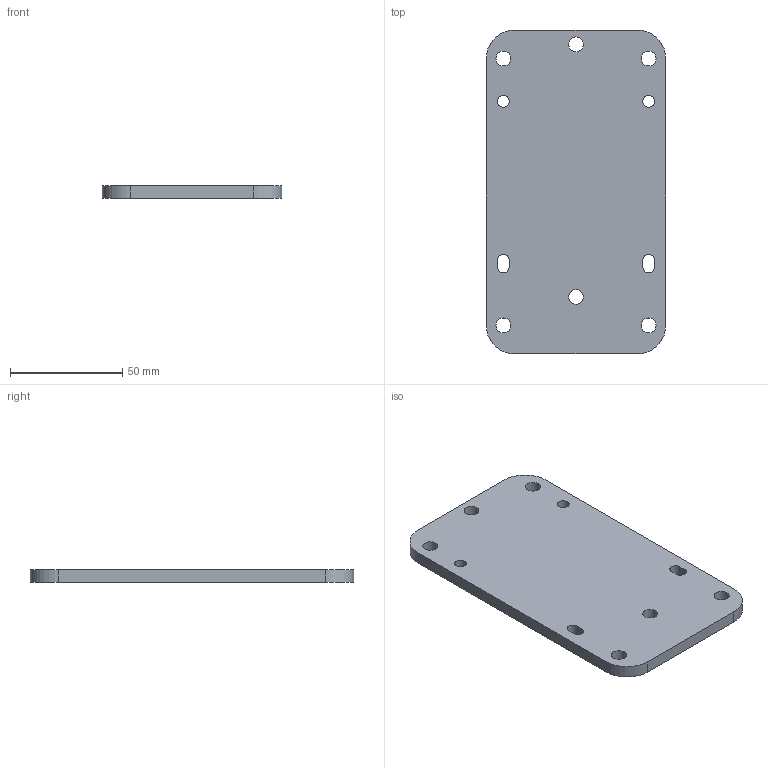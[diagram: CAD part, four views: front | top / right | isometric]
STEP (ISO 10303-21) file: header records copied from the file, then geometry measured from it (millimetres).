
FILE_DESCRIPTION(/* description */ (''),/* implementation_level */ '2;1');
FILE_NAME(/* name */ 'X Plate Inner.stp',/* time_stamp */ '2018-01-29T18:56:14-08:00',/* author */ ('jdtag'),/* organization */ (''),/* preprocessor_version */ 'ST-DEVELOPER v16.13',/* originating_system */ 'Autodesk Inventor 2018',/* authorisation */ '');
FILE_SCHEMA (('AUTOMOTIVE_DESIGN { 1 0 10303 214 3 1 1 }'));
Length unit declared in the file: inch
Products named in the file (1): X Plate Inner
Bounding box: 80.04 x 144.4 x 5.6 mm (x, y, z)
Volume: 62146.4 mm3; surface area: 25717 mm2
Topology: 1 solids, 1 shells, 26 faces, 72 edges, 48 vertices
Faces by surface type: cylinder 16, plane 10
Full cylindrical faces by diameter (mm): 5.2 x2, 6.604 x6
Entity records: 889 total; most frequent: DIRECTION 150, CARTESIAN_POINT 139, ORIENTED_EDGE 128, EDGE_CURVE 64, AXIS2_PLACEMENT_3D 59, EDGE_LOOP 54, VERTEX_POINT 48, LINE 32
